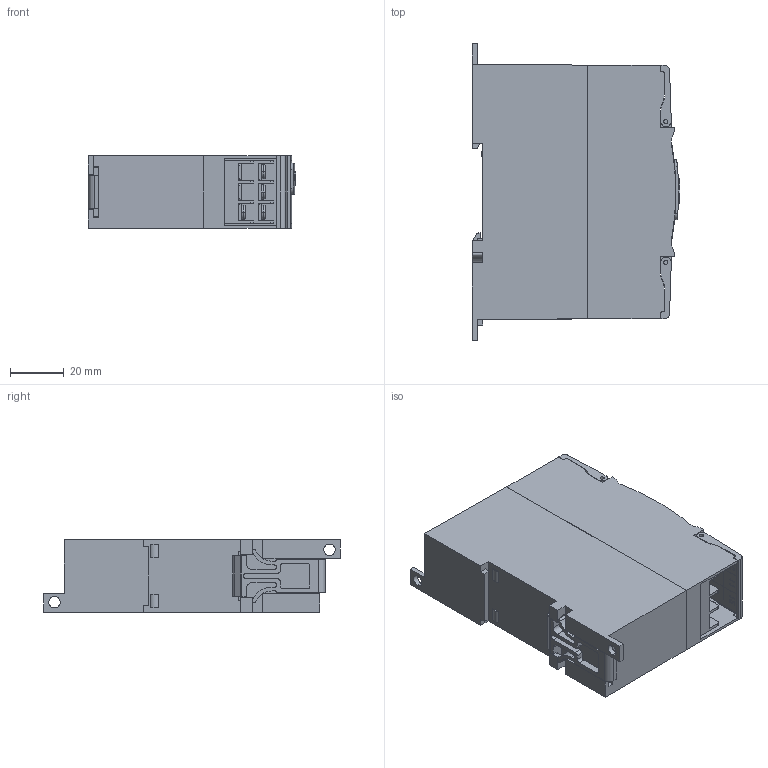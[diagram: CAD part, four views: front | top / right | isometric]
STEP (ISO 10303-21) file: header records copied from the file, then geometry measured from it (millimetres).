
FILE_DESCRIPTION (( 'STEP AP214' ), '1' );
FILE_NAME ('3D Ìîäåëü ÍÏÒ-1.STEP', '2015-08-13T09:13:33', ( '' ), ( '' ), 'SwSTEP 2.0', 'SolidWorks 2013', '' );
FILE_SCHEMA (( 'AUTOMOTIVE_DESIGN' ));
Length unit declared in the file: millimetre
Products named in the file (15): 枟謤麃鍒罻1; Ôèêñàòîð ÈÑÊÐÀ; Êðûøêà ïðîçðà÷íàÿ; Êëåììíèê ÌÕ-6 ÍÏÒ-1(10-11); Êëåììíèê ÌÕ-6 ÍÏÒ-1(2); çàãëóøêà êëåììíàÿ; Çàæèì êëåììíûé; Âèíò äëÿ ðîçåòêè; ïëàñòèíêà çàæèìíàÿ; Ðîçåòêà ÌÕ - 6; 扻豵鵨_2; 扻豵鵨_1; 3D Ìîäåëü ÍÏÒ-1; Ýòèêåòêà ëèöåâàÿ ÍÏÒ-1; 枟謤麃鍒罻2
Assembly tree (26 placements, depth 4):
  3D Ìîäåëü ÍÏÒ-1
    扻豵鵨_1
    扻豵鵨_2
    Êëåììíèê ÌÕ-6 ÍÏÒ-1(2)
      Ðîçåòêà ÌÕ - 6
      Çàæèì êëåììíûé  x5
        ïëàñòèíêà çàæèìíàÿ
        Âèíò äëÿ ðîçåòêè
      çàãëóøêà êëåììíàÿ
    Êëåììíèê ÌÕ-6 ÍÏÒ-1(10-11)
      Ðîçåòêà ÌÕ - 6
      Çàæèì êëåììíûé  x4
        ïëàñòèíêà çàæèìíàÿ
        Âèíò äëÿ ðîçåòêè
      çàãëóøêà êëåììíàÿ  x2
    Êðûøêà ïðîçðà÷íàÿ  x2
    Ôèêñàòîð ÈÑÊÐÀ
    枟謤麃鍒罻1
    枟謤麃鍒罻2
    Ýòèêåòêà ëèöåâàÿ ÍÏÒ-1
Bounding box: 77.06 x 110.01 x 27 mm (x, y, z)
Volume: 173610.5 mm3; surface area: 45300.1 mm2
Topology: 33 solids, 33 shells, 1128 faces, 3013 edges, 2000 vertices
Faces by surface type: plane 785, cylinder 213, bspline 112, torus 18
Entity records: 34786 total; most frequent: CARTESIAN_POINT 7222, ORIENTED_EDGE 4532, DIRECTION 3878, EDGE_CURVE 2266, LINE 1520, VECTOR 1520, VERTEX_POINT 1508, AXIS2_PLACEMENT_3D 1179
